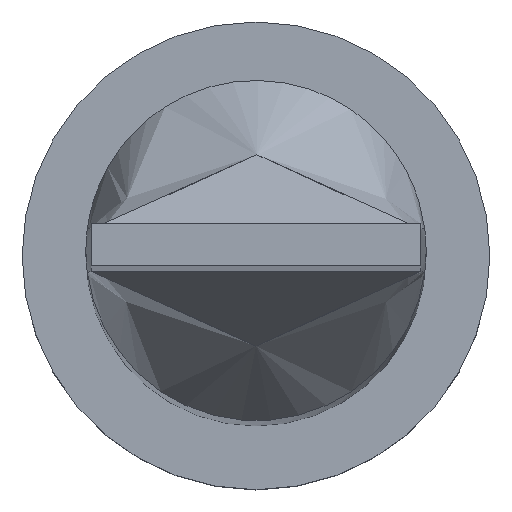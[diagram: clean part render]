
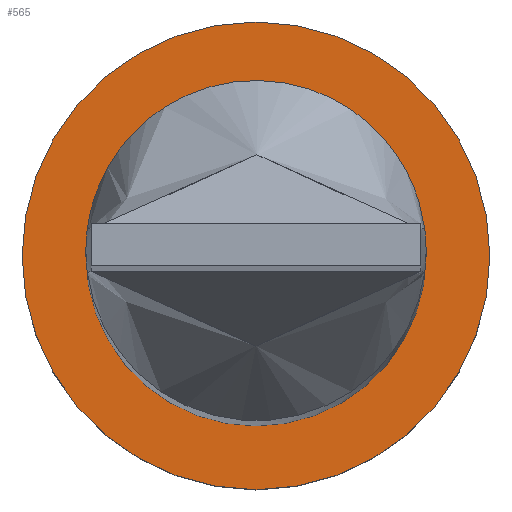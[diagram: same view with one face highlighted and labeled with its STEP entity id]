
A CAD part, top view. The second image highlights one B-rep face of the part: STEP entity #565.
In plain terms, the highlighted planar face has unit normal (0, 0, 1).
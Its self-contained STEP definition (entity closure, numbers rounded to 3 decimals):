
#6 = AXIS2_PLACEMENT_3D ( 'NONE', #381, #389, #126 ) ;
#16 = AXIS2_PLACEMENT_3D ( 'NONE', #68, #60, #283 ) ;
#36 = FACE_BOUND ( 'NONE', #384, .T. ) ;
#60 = DIRECTION ( 'NONE',  ( 0., 0., 1. ) ) ;
#67 = VERTEX_POINT ( 'NONE', #561 ) ;
#68 = CARTESIAN_POINT ( 'NONE',  ( 0., 0., 7. ) ) ;
#87 = CIRCLE ( 'NONE', #490, 11. ) ;
#100 = DIRECTION ( 'NONE',  ( 1., 0., 0. ) ) ;
#126 = DIRECTION ( 'NONE',  ( 1., 0., 0. ) ) ;
#238 = PLANE ( 'NONE',  #6 ) ;
#246 = EDGE_LOOP ( 'NONE', ( #533, #361 ) ) ;
#260 = AXIS2_PLACEMENT_3D ( 'NONE', #552, #358, #100 ) ;
#263 = CIRCLE ( 'NONE', #16, 8. ) ;
#283 = DIRECTION ( 'NONE',  ( 1., 0., 0. ) ) ;
#286 = FACE_OUTER_BOUND ( 'NONE', #246, .T. ) ;
#315 = CARTESIAN_POINT ( 'NONE',  ( 8., 0., 7. ) ) ;
#320 = VERTEX_POINT ( 'NONE', #315 ) ;
#331 = CARTESIAN_POINT ( 'NONE',  ( 0., 0., 7. ) ) ;
#334 = ORIENTED_EDGE ( 'NONE', *, *, #465, .F. ) ;
#342 = CARTESIAN_POINT ( 'NONE',  ( 0., 0., 7. ) ) ;
#345 = EDGE_CURVE ( 'NONE', #67, #320, #378, .T. ) ;
#358 = DIRECTION ( 'NONE',  ( 0., 0., 1. ) ) ;
#361 = ORIENTED_EDGE ( 'NONE', *, *, #564, .T. ) ;
#368 = DIRECTION ( 'NONE',  ( 1., 0., 0. ) ) ;
#378 = CIRCLE ( 'NONE', #260, 8. ) ;
#381 = CARTESIAN_POINT ( 'NONE',  ( 0., 0., 7. ) ) ;
#384 = EDGE_LOOP ( 'NONE', ( #602, #334 ) ) ;
#385 = CARTESIAN_POINT ( 'NONE',  ( -11., 0., 7. ) ) ;
#389 = DIRECTION ( 'NONE',  ( 0., 0., 1. ) ) ;
#411 = CIRCLE ( 'NONE', #580, 11. ) ;
#435 = EDGE_CURVE ( 'NONE', #520, #612, #87, .T. ) ;
#465 = EDGE_CURVE ( 'NONE', #320, #67, #263, .T. ) ;
#490 = AXIS2_PLACEMENT_3D ( 'NONE', #331, #600, #368 ) ;
#520 = VERTEX_POINT ( 'NONE', #385 ) ;
#521 = DIRECTION ( 'NONE',  ( 0., 0., 1. ) ) ;
#532 = CARTESIAN_POINT ( 'NONE',  ( 11., 0., 7. ) ) ;
#533 = ORIENTED_EDGE ( 'NONE', *, *, #435, .T. ) ;
#552 = CARTESIAN_POINT ( 'NONE',  ( 0., 0., 7. ) ) ;
#561 = CARTESIAN_POINT ( 'NONE',  ( -8., 0., 7. ) ) ;
#564 = EDGE_CURVE ( 'NONE', #612, #520, #411, .T. ) ;
#565 = ADVANCED_FACE ( 'NONE', ( #36, #286 ), #238, .T. ) ;
#580 = AXIS2_PLACEMENT_3D ( 'NONE', #342, #521, #626 ) ;
#600 = DIRECTION ( 'NONE',  ( 0., 0., 1. ) ) ;
#602 = ORIENTED_EDGE ( 'NONE', *, *, #345, .F. ) ;
#612 = VERTEX_POINT ( 'NONE', #532 ) ;
#626 = DIRECTION ( 'NONE',  ( 1., 0., 0. ) ) ;
